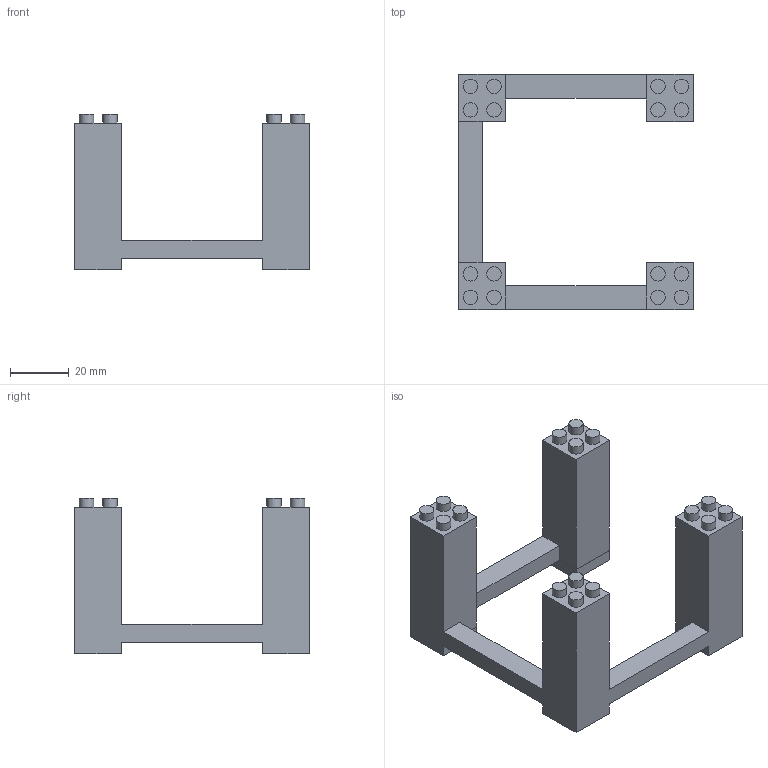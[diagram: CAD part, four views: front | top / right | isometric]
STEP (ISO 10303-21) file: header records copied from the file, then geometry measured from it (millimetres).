
FILE_DESCRIPTION(('FreeCAD Model'),'2;1');
FILE_NAME('Turtles_Pump_Stage.step', '2015-05-09T16:57:33',('Author'),(''), 'Open CASCADE STEP processor 6.7','FreeCAD','Unknown');
FILE_SCHEMA(('AUTOMOTIVE_DESIGN_CC2 { 1 2 10303 214 -1 1 5 4 }'));
Length unit declared in the file: millimetre
Products named in the file (1): Right_Entry_Pocket
Bounding box: 80 x 80 x 53 mm (x, y, z)
Volume: 56064.1 mm3; surface area: 20808.1 mm2
Topology: 1 solids, 1 shells, 96 faces, 224 edges, 154 vertices
Faces by surface type: plane 76, cylinder 20
Full cylindrical faces by diameter (mm): 4.9 x16, 6.5 x4
Entity records: 5734 total; most frequent: CARTESIAN_POINT 1159, DIRECTION 835, LINE 554, VECTOR 554, ORIENTED_EDGE 448, PCURVE 448, DEFINITIONAL_REPRESENTATION 448, EDGE_CURVE 224
